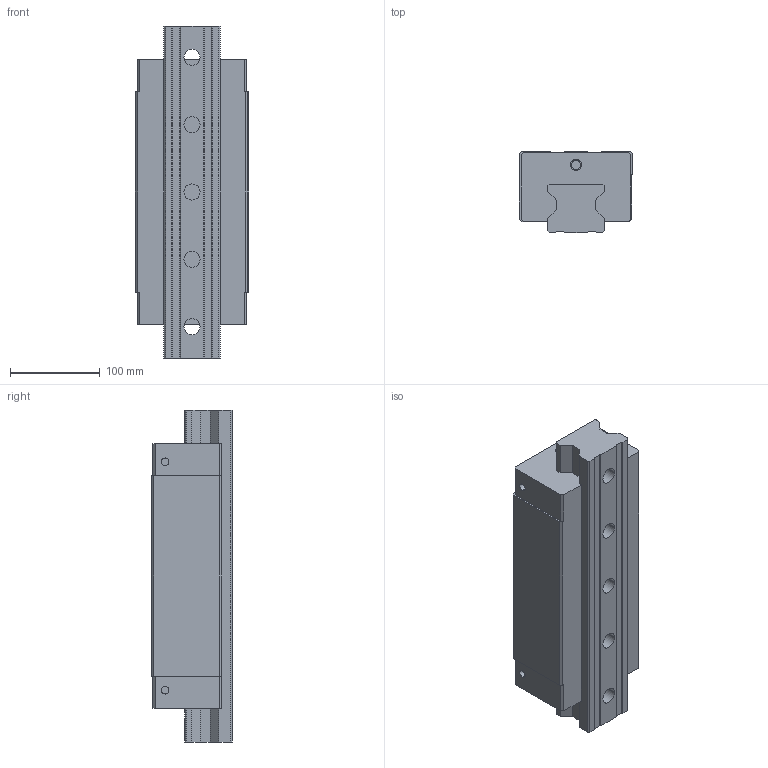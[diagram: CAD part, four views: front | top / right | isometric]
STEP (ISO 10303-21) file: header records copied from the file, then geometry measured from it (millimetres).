
FILE_DESCRIPTION((''),'2;1');
FILE_NAME('RGH65HA_ASM','2008-07-11T',('danharen'),(''),'PRO/ENGINEER BY PARAMETRIC TECHNOLOGY CORPORATION, 2004360','PRO/ENGINEER BY PARAMETRIC TECHNOLOGY CORPORATION, 2004360','');
FILE_SCHEMA(('CONFIG_CONTROL_DESIGN'));
Length unit declared in the file: millimetre
Products named in the file (4): RGH65HA_BLOCK_4; PRT0034; RGH65HA_ASM_3_ASM; RGH65HA_ASM
Assembly tree (3 placements, depth 3):
  RGH65HA_ASM
    RGH65HA_ASM_3_ASM
      RGH65HA_BLOCK_4
      PRT0034
Bounding box: 126 x 90 x 370 mm (x, y, z)
Volume: 3152582.4 mm3; surface area: 281219.4 mm2
Topology: 2 solids, 2 shells, 189 faces, 512 edges, 350 vertices
Faces by surface type: plane 107, cylinder 60, cone 22
Entity records: 6174 total; most frequent: DIRECTION 1082, CARTESIAN_POINT 1060, ORIENTED_EDGE 1024, EDGE_CURVE 512, AXIS2_PLACEMENT_3D 372, VERTEX_POINT 350, VECTOR 338, LINE 338
